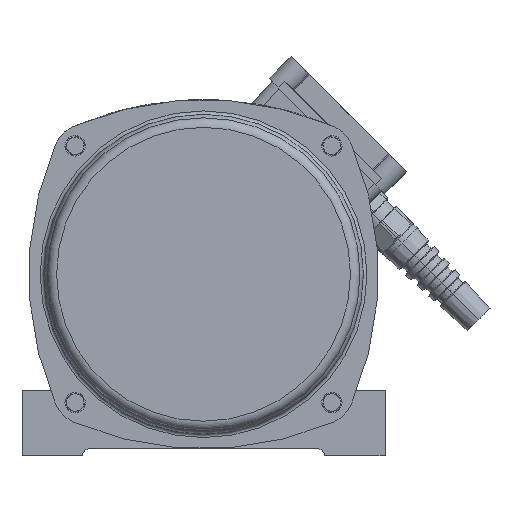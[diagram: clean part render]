
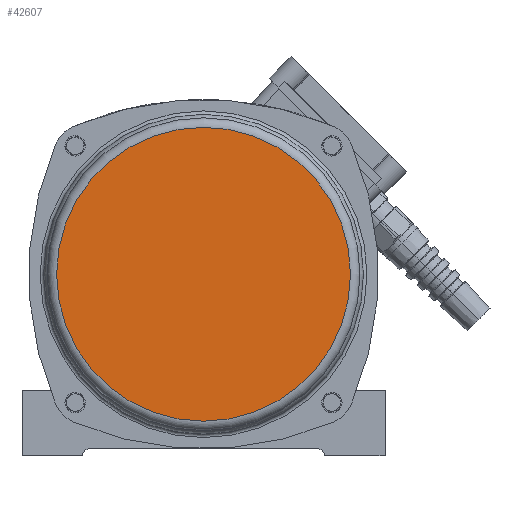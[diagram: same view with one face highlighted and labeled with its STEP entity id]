
A CAD part, left-side view. The second image highlights one B-rep face of the part: STEP entity #42607.
In plain terms, the highlighted planar face has unit normal (1, 0, 0).
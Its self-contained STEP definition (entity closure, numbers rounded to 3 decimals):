
#21228=PLANE('',#40916);
#21891=ORIENTED_EDGE('',*,*,#27554,.T.);
#25595=CIRCLE('',#40915,85.);
#26317=VERTEX_POINT('',#35829);
#27554=EDGE_CURVE('',#26317,#26317,#25595,.T.);
#29413=EDGE_LOOP('',(#21891));
#30458=FACE_BOUND('',#29413,.T.);
#31527=DIRECTION('',(1.,0.,0.));
#31528=DIRECTION('',(0.,85.,0.));
#31529=DIRECTION('',(1.,0.,0.));
#31530=DIRECTION('',(0.,-1.,0.));
#35829=CARTESIAN_POINT('',(314.376,2863.782,0.));
#35830=CARTESIAN_POINT('',(314.376,2778.782,0.));
#35831=CARTESIAN_POINT('',(314.376,2778.782,0.));
#40915=AXIS2_PLACEMENT_3D('',#35830,#31527,#31528);
#40916=AXIS2_PLACEMENT_3D('',#35831,#31529,#31530);
#42607=ADVANCED_FACE('',(#30458),#21228,.T.);
